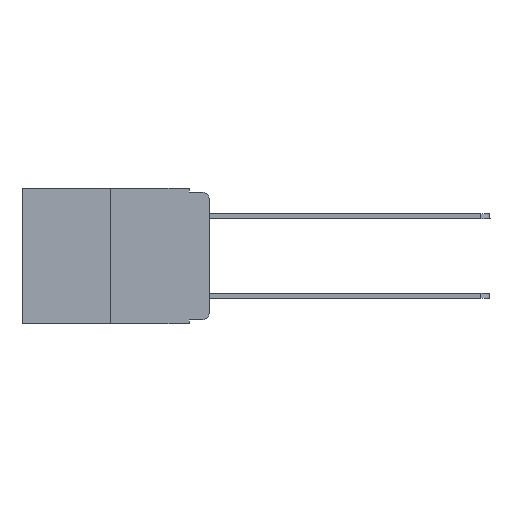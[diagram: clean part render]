
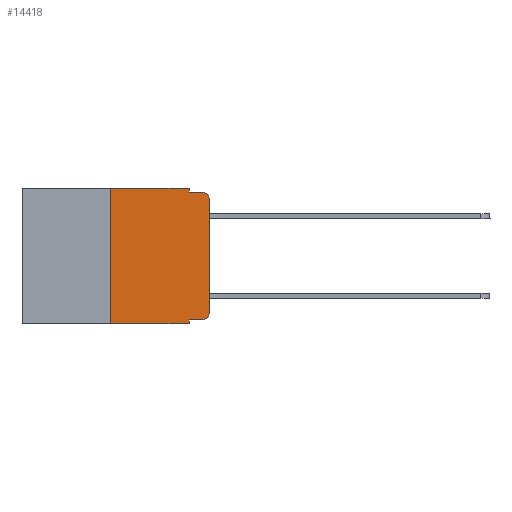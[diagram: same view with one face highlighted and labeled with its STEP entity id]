
A CAD part, left-side view. The second image highlights one B-rep face of the part: STEP entity #14418.
In plain terms, the highlighted planar face has unit normal (-1, 0, 0).
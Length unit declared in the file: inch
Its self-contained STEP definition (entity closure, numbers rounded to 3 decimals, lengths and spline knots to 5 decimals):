
#7 = EDGE_CURVE ( 'NONE', #8946, #22818, #18527, .T. ) ;
#490 = EDGE_CURVE ( 'NONE', #22100, #21782, #16258, .T. ) ;
#951 = ORIENTED_EDGE ( 'NONE', *, *, #11377, .F. ) ;
#1001 = CARTESIAN_POINT ( 'NONE',  ( 0., 0.473, 0. ) ) ;
#1589 = CIRCLE ( 'NONE', #12511, 0.02 ) ;
#2403 = DIRECTION ( 'NONE',  ( 1., 0., 0. ) ) ;
#2535 = EDGE_LOOP ( 'NONE', ( #11529, #22562, #8256, #951, #2706, #5206, #16045, #15857, #14169, #2741 ) ) ;
#2552 = CARTESIAN_POINT ( 'NONE',  ( 0., 0.25, 0. ) ) ;
#2706 = ORIENTED_EDGE ( 'NONE', *, *, #7, .F. ) ;
#2741 = ORIENTED_EDGE ( 'NONE', *, *, #10377, .T. ) ;
#2760 = LINE ( 'NONE', #4875, #5657 ) ;
#2856 = VECTOR ( 'NONE', #22235, 39.37008 ) ;
#4043 = DIRECTION ( 'NONE',  ( 0., 0., -1. ) ) ;
#4686 = CARTESIAN_POINT ( 'NONE',  ( 0., 0.051, -0.01 ) ) ;
#4757 = CARTESIAN_POINT ( 'NONE',  ( 0., 0.051, -0.333 ) ) ;
#4875 = CARTESIAN_POINT ( 'NONE',  ( 0., 0.051, 0. ) ) ;
#5206 = ORIENTED_EDGE ( 'NONE', *, *, #22096, .F. ) ;
#5316 = CIRCLE ( 'NONE', #6236, 0.02 ) ;
#5466 = VERTEX_POINT ( 'NONE', #6946 ) ;
#5488 = LINE ( 'NONE', #13093, #2856 ) ;
#5657 = VECTOR ( 'NONE', #17801, 39.37008 ) ;
#6073 = CARTESIAN_POINT ( 'NONE',  ( 0., 0.473, 0. ) ) ;
#6236 = AXIS2_PLACEMENT_3D ( 'NONE', #14807, #16663, #4043 ) ;
#6348 = DIRECTION ( 'NONE',  ( 0., 0., -1. ) ) ;
#6429 = VECTOR ( 'NONE', #13338, 39.37008 ) ;
#6718 = CARTESIAN_POINT ( 'NONE',  ( 0., 0.25, 0. ) ) ;
#6885 = VECTOR ( 'NONE', #7750, 39.37008 ) ;
#6946 = CARTESIAN_POINT ( 'NONE',  ( 0., 0., -0.313 ) ) ;
#6963 = VERTEX_POINT ( 'NONE', #20227 ) ;
#7030 = CARTESIAN_POINT ( 'NONE',  ( 0., 0.25, -0.343 ) ) ;
#7166 = LINE ( 'NONE', #9707, #6885 ) ;
#7750 = DIRECTION ( 'NONE',  ( 0., -1., 0. ) ) ;
#7826 = PLANE ( 'NONE',  #23450 ) ;
#8040 = EDGE_CURVE ( 'NONE', #11604, #21782, #1589, .T. ) ;
#8168 = FACE_OUTER_BOUND ( 'NONE', #2535, .T. ) ;
#8256 = ORIENTED_EDGE ( 'NONE', *, *, #490, .F. ) ;
#8555 = DIRECTION ( 'NONE',  ( 0., 0., 1. ) ) ;
#8625 = DIRECTION ( 'NONE',  ( 0., -1., 0. ) ) ;
#8802 = DIRECTION ( 'NONE',  ( -1., 0., 0. ) ) ;
#8946 = VERTEX_POINT ( 'NONE', #2552 ) ;
#9029 = LINE ( 'NONE', #15220, #23174 ) ;
#9707 = CARTESIAN_POINT ( 'NONE',  ( 0., 0.051, -0.333 ) ) ;
#9901 = VERTEX_POINT ( 'NONE', #4757 ) ;
#10377 = EDGE_CURVE ( 'NONE', #20592, #5466, #5316, .T. ) ;
#10727 = CARTESIAN_POINT ( 'NONE',  ( 0., 0.02, -0.03 ) ) ;
#11162 = CARTESIAN_POINT ( 'NONE',  ( 0., 0.051, 0. ) ) ;
#11377 = EDGE_CURVE ( 'NONE', #22818, #22100, #9029, .T. ) ;
#11529 = ORIENTED_EDGE ( 'NONE', *, *, #20311, .T. ) ;
#11540 = CARTESIAN_POINT ( 'NONE',  ( 0., 0.051, -0.01 ) ) ;
#11604 = VERTEX_POINT ( 'NONE', #13668 ) ;
#12004 = LINE ( 'NONE', #6718, #16090 ) ;
#12282 = EDGE_CURVE ( 'NONE', #20661, #6963, #23698, .T. ) ;
#12466 = DIRECTION ( 'NONE',  ( 0., -1., 0. ) ) ;
#12511 = AXIS2_PLACEMENT_3D ( 'NONE', #10727, #8802, #14451 ) ;
#13082 = CARTESIAN_POINT ( 'NONE',  ( 0., 0.02, -0.01 ) ) ;
#13093 = CARTESIAN_POINT ( 'NONE',  ( 0., 0., 0. ) ) ;
#13338 = DIRECTION ( 'NONE',  ( 0., -1., 0. ) ) ;
#13668 = CARTESIAN_POINT ( 'NONE',  ( 0., 0., -0.03 ) ) ;
#14169 = ORIENTED_EDGE ( 'NONE', *, *, #17625, .T. ) ;
#14418 = ADVANCED_FACE ( 'NONE', ( #8168 ), #7826, .F. ) ;
#14451 = DIRECTION ( 'NONE',  ( 0., 0., -1. ) ) ;
#14777 = VECTOR ( 'NONE', #8625, 39.37008 ) ;
#14807 = CARTESIAN_POINT ( 'NONE',  ( 0., 0.02, -0.313 ) ) ;
#15220 = CARTESIAN_POINT ( 'NONE',  ( 0., 0.051, 0. ) ) ;
#15622 = VECTOR ( 'NONE', #12466, 39.37008 ) ;
#15857 = ORIENTED_EDGE ( 'NONE', *, *, #19216, .F. ) ;
#16045 = ORIENTED_EDGE ( 'NONE', *, *, #12282, .T. ) ;
#16090 = VECTOR ( 'NONE', #8555, 39.37008 ) ;
#16258 = LINE ( 'NONE', #11540, #6429 ) ;
#16663 = DIRECTION ( 'NONE',  ( -1., 0., 0. ) ) ;
#17442 = DIRECTION ( 'NONE',  ( 0., 0., -1. ) ) ;
#17625 = EDGE_CURVE ( 'NONE', #9901, #20592, #7166, .T. ) ;
#17697 = CARTESIAN_POINT ( 'NONE',  ( 0., 0.02, -0.333 ) ) ;
#17801 = DIRECTION ( 'NONE',  ( 0., 0., -1. ) ) ;
#18527 = LINE ( 'NONE', #1001, #14777 ) ;
#19216 = EDGE_CURVE ( 'NONE', #9901, #6963, #2760, .T. ) ;
#20068 = CARTESIAN_POINT ( 'NONE',  ( 0., 0.473, -0.343 ) ) ;
#20227 = CARTESIAN_POINT ( 'NONE',  ( 0., 0.051, -0.343 ) ) ;
#20311 = EDGE_CURVE ( 'NONE', #5466, #11604, #5488, .T. ) ;
#20592 = VERTEX_POINT ( 'NONE', #17697 ) ;
#20661 = VERTEX_POINT ( 'NONE', #7030 ) ;
#21782 = VERTEX_POINT ( 'NONE', #13082 ) ;
#22096 = EDGE_CURVE ( 'NONE', #20661, #8946, #12004, .T. ) ;
#22100 = VERTEX_POINT ( 'NONE', #4686 ) ;
#22235 = DIRECTION ( 'NONE',  ( 0., 0., 1. ) ) ;
#22562 = ORIENTED_EDGE ( 'NONE', *, *, #8040, .T. ) ;
#22818 = VERTEX_POINT ( 'NONE', #11162 ) ;
#23174 = VECTOR ( 'NONE', #6348, 39.37008 ) ;
#23450 = AXIS2_PLACEMENT_3D ( 'NONE', #6073, #2403, #17442 ) ;
#23698 = LINE ( 'NONE', #20068, #15622 ) ;
